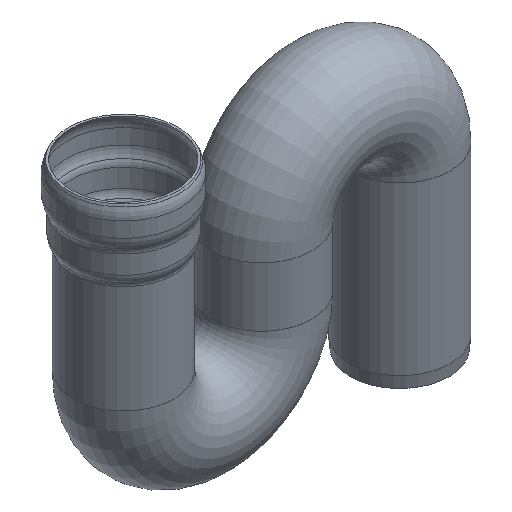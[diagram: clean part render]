
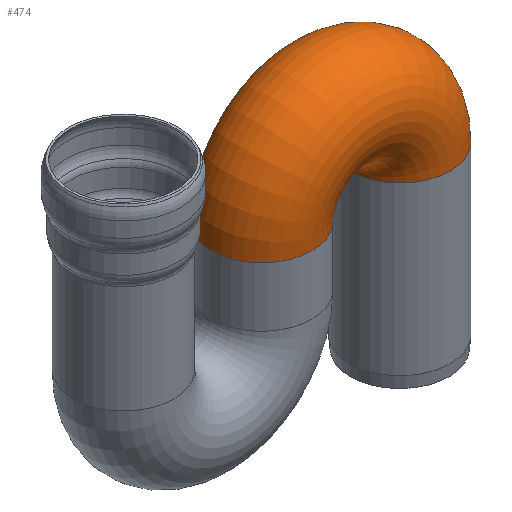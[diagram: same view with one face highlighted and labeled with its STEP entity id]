
A CAD part, isometric view. The second image highlights one B-rep face of the part: STEP entity #474.
In plain terms, the highlighted toroidal (fillet/blend) face has major radius 700 mm and minor radius 510 mm.
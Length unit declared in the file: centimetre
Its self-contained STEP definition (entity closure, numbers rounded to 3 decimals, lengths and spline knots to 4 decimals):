
#18=TOROIDAL_SURFACE('',#520,70.,51.);
#52=FACE_OUTER_BOUND('',#83,.T.);
#83=EDGE_LOOP('',(#349,#350,#351,#352,#353,#354));
#146=CIRCLE('',#518,51.);
#147=CIRCLE('',#519,51.);
#148=CIRCLE('',#521,19.);
#149=CIRCLE('',#522,51.);
#150=CIRCLE('',#523,51.);
#204=VERTEX_POINT('',#819);
#205=VERTEX_POINT('',#821);
#206=VERTEX_POINT('',#825);
#207=VERTEX_POINT('',#827);
#257=EDGE_CURVE('',#204,#205,#146,.T.);
#258=EDGE_CURVE('',#205,#204,#147,.T.);
#259=EDGE_CURVE('',#205,#206,#148,.T.);
#260=EDGE_CURVE('',#206,#207,#149,.T.);
#261=EDGE_CURVE('',#207,#206,#150,.T.);
#349=ORIENTED_EDGE('',*,*,#257,.F.);
#350=ORIENTED_EDGE('',*,*,#258,.F.);
#351=ORIENTED_EDGE('',*,*,#259,.T.);
#352=ORIENTED_EDGE('',*,*,#260,.T.);
#353=ORIENTED_EDGE('',*,*,#261,.T.);
#354=ORIENTED_EDGE('',*,*,#259,.F.);
#474=ADVANCED_FACE('',(#52),#18,.T.);
#518=AXIS2_PLACEMENT_3D('',#822,#635,#636);
#519=AXIS2_PLACEMENT_3D('',#823,#637,#638);
#520=AXIS2_PLACEMENT_3D('',#824,#639,#640);
#521=AXIS2_PLACEMENT_3D('',#826,#641,#642);
#522=AXIS2_PLACEMENT_3D('',#828,#643,#644);
#523=AXIS2_PLACEMENT_3D('',#829,#645,#646);
#635=DIRECTION('center_axis',(0.,0.,
-1.));
#636=DIRECTION('ref_axis',(-1.,0.,0.));
#637=DIRECTION('center_axis',(0.,0.,
-1.));
#638=DIRECTION('ref_axis',(-1.,0.,0.));
#639=DIRECTION('center_axis',(0.,1.,0.));
#640=DIRECTION('ref_axis',(-1.,0.,0.));
#641=DIRECTION('center_axis',(0.,-1.,0.));
#642=DIRECTION('ref_axis',(-1.,0.,0.));
#643=DIRECTION('center_axis',(0.,0.,
1.));
#644=DIRECTION('ref_axis',(1.,0.,0.));
#645=DIRECTION('center_axis',(0.,0.,
1.));
#646=DIRECTION('ref_axis',(1.,0.,0.));
#819=CARTESIAN_POINT('',(51.,0.,181.));
#821=CARTESIAN_POINT('',(-51.,0.,181.));
#822=CARTESIAN_POINT('Origin',(0.,0.,
181.));
#823=CARTESIAN_POINT('Origin',(0.,0.,
181.));
#824=CARTESIAN_POINT('Origin',(-70.,0.,
181.));
#825=CARTESIAN_POINT('',(-89.,0.,181.));
#826=CARTESIAN_POINT('Origin',(-70.,0.,
181.));
#827=CARTESIAN_POINT('',(-191.,0.,181.));
#828=CARTESIAN_POINT('Origin',(-140.,0.,181.));
#829=CARTESIAN_POINT('Origin',(-140.,0.,181.));
